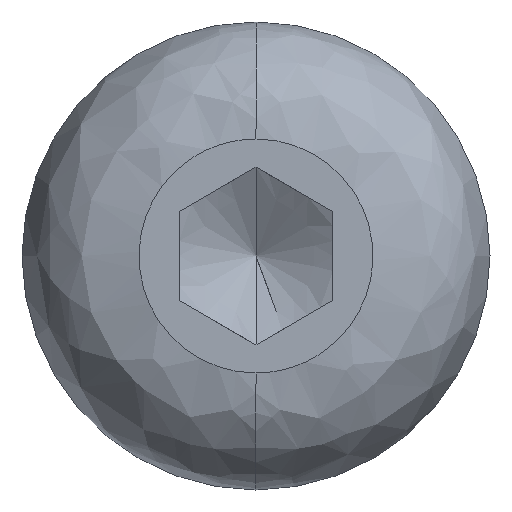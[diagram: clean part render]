
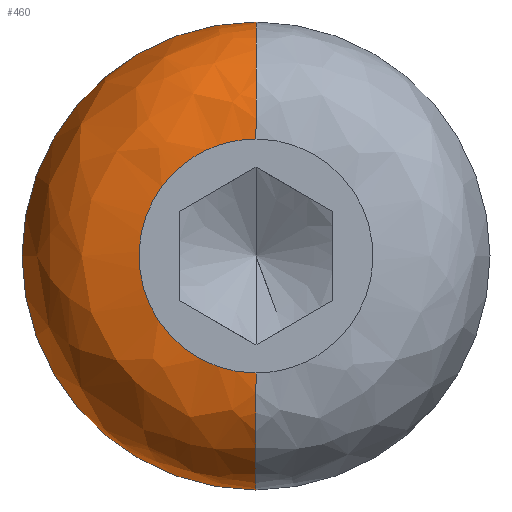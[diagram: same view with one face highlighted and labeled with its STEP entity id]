
A CAD part, left-side view. The second image highlights one B-rep face of the part: STEP entity #460.
In plain terms, the highlighted free-form (B-spline) face has degree [3, 3] with [4, 4] control points.
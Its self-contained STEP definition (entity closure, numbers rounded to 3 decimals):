
#5 = CIRCLE ( 'NONE', #152, 3.8 ) ;
#12 = AXIS2_PLACEMENT_3D ( 'NONE', #340, #337, #521 ) ;
#20 = CARTESIAN_POINT ( 'NONE',  ( -2.2, 6.026, 3.013 ) ) ;
#25 =( BOUNDED_SURFACE ( )  B_SPLINE_SURFACE ( 3, 3, ( 
 ( #263, #205, #67, #569 ),
 ( #307, #20, #486, #250 ),
 ( #579, #346, #535, #202 ),
 ( #473, #66, #109, #215 ) ),
 .UNSPECIFIED., .F., .F., .F. ) 
 B_SPLINE_SURFACE_WITH_KNOTS ( ( 4, 4 ),
 ( 4, 4 ),
 ( 0., 1. ),
 ( 0., 1. ),
 .UNSPECIFIED. ) 
 GEOMETRIC_REPRESENTATION_ITEM ( )  RATIONAL_B_SPLINE_SURFACE ( (
 ( 1., 0.333, 0.333, 1.),
 ( 0.805, 0.268, 0.268, 0.805),
 ( 0.805, 0.268, 0.268, 0.805),
 ( 1., 0.333, 0.333, 1.) ) ) 
 REPRESENTATION_ITEM ( '' )  SURFACE ( )  );
#27 = FACE_OUTER_BOUND ( 'NONE', #69, .T. ) ;
#41 = DIRECTION ( 'NONE',  ( 0., 0., 1. ) ) ;
#50 = CARTESIAN_POINT ( 'NONE',  ( -0.3, 0., -3.8 ) ) ;
#66 = CARTESIAN_POINT ( 'NONE',  ( -0.3, 7.6, 3.8 ) ) ;
#67 = CARTESIAN_POINT ( 'NONE',  ( -2.2, 3.8, -1.9 ) ) ;
#69 = EDGE_LOOP ( 'NONE', ( #89, #102, #465, #504 ) ) ;
#82 = CARTESIAN_POINT ( 'NONE',  ( -0.3, 0., 1.9 ) ) ;
#89 = ORIENTED_EDGE ( 'NONE', *, *, #193, .T. ) ;
#102 = ORIENTED_EDGE ( 'NONE', *, *, #163, .T. ) ;
#109 = CARTESIAN_POINT ( 'NONE',  ( -0.3, 7.6, -3.8 ) ) ;
#152 = AXIS2_PLACEMENT_3D ( 'NONE', #593, #555, #592 ) ;
#155 = CIRCLE ( 'NONE', #12, 1.9 ) ;
#163 = EDGE_CURVE ( 'NONE', #396, #210, #194, .T. ) ;
#193 = EDGE_CURVE ( 'NONE', #217, #396, #356, .T. ) ;
#194 = CIRCLE ( 'NONE', #294, 1.9 ) ;
#199 = CARTESIAN_POINT ( 'NONE',  ( -2.2, 0., 1.9 ) ) ;
#202 = CARTESIAN_POINT ( 'NONE',  ( -1.413, 0., -3.8 ) ) ;
#205 = CARTESIAN_POINT ( 'NONE',  ( -2.2, 3.8, 1.9 ) ) ;
#210 = VERTEX_POINT ( 'NONE', #281 ) ;
#215 = CARTESIAN_POINT ( 'NONE',  ( -0.3, 0., -3.8 ) ) ;
#217 = VERTEX_POINT ( 'NONE', #325 ) ;
#223 = VERTEX_POINT ( 'NONE', #50 ) ;
#250 = CARTESIAN_POINT ( 'NONE',  ( -2.2, 0., -3.013 ) ) ;
#257 = EDGE_CURVE ( 'NONE', #223, #210, #5, .T. ) ;
#263 = CARTESIAN_POINT ( 'NONE',  ( -2.2, 0., 1.9 ) ) ;
#281 = CARTESIAN_POINT ( 'NONE',  ( -0.3, 0., 3.8 ) ) ;
#294 = AXIS2_PLACEMENT_3D ( 'NONE', #82, #408, #41 ) ;
#307 = CARTESIAN_POINT ( 'NONE',  ( -2.2, 0., 3.013 ) ) ;
#314 = CARTESIAN_POINT ( 'NONE',  ( -2.2, 0., -1.9 ) ) ;
#325 = CARTESIAN_POINT ( 'NONE',  ( -2.2, 0., -1.9 ) ) ;
#337 = DIRECTION ( 'NONE',  ( 0., -1., 0. ) ) ;
#340 = CARTESIAN_POINT ( 'NONE',  ( -0.3, 0., -1.9 ) ) ;
#346 = CARTESIAN_POINT ( 'NONE',  ( -1.413, 7.6, 3.8 ) ) ;
#356 =( BOUNDED_CURVE ( )  B_SPLINE_CURVE ( 3, ( #314, #412, #507, #417 ),
 .UNSPECIFIED., .F., .T. ) 
 B_SPLINE_CURVE_WITH_KNOTS ( ( 4, 4 ),
 ( 0.75, 1.25 ),
 .UNSPECIFIED. ) 
 CURVE ( )  GEOMETRIC_REPRESENTATION_ITEM ( )  RATIONAL_B_SPLINE_CURVE ( ( 1., 0.333, 0.333, 1. ) ) 
 REPRESENTATION_ITEM ( '' )  );
#379 = EDGE_CURVE ( 'NONE', #217, #223, #155, .T. ) ;
#396 = VERTEX_POINT ( 'NONE', #199 ) ;
#408 = DIRECTION ( 'NONE',  ( 0., 1., 0. ) ) ;
#412 = CARTESIAN_POINT ( 'NONE',  ( -2.2, 3.8, -1.9 ) ) ;
#417 = CARTESIAN_POINT ( 'NONE',  ( -2.2, 0., 1.9 ) ) ;
#460 = ADVANCED_FACE ( 'NONE', ( #27 ), #25, .T. ) ;
#465 = ORIENTED_EDGE ( 'NONE', *, *, #257, .F. ) ;
#473 = CARTESIAN_POINT ( 'NONE',  ( -0.3, 0., 3.8 ) ) ;
#486 = CARTESIAN_POINT ( 'NONE',  ( -2.2, 6.026, -3.013 ) ) ;
#504 = ORIENTED_EDGE ( 'NONE', *, *, #379, .F. ) ;
#507 = CARTESIAN_POINT ( 'NONE',  ( -2.2, 3.8, 1.9 ) ) ;
#521 = DIRECTION ( 'NONE',  ( 0., 0., -1. ) ) ;
#535 = CARTESIAN_POINT ( 'NONE',  ( -1.413, 7.6, -3.8 ) ) ;
#555 = DIRECTION ( 'NONE',  ( 1., 0., 0. ) ) ;
#569 = CARTESIAN_POINT ( 'NONE',  ( -2.2, 0., -1.9 ) ) ;
#579 = CARTESIAN_POINT ( 'NONE',  ( -1.413, 0., 3.8 ) ) ;
#592 = DIRECTION ( 'NONE',  ( 0., 0., 1. ) ) ;
#593 = CARTESIAN_POINT ( 'NONE',  ( -0.3, 0., 0. ) ) ;
